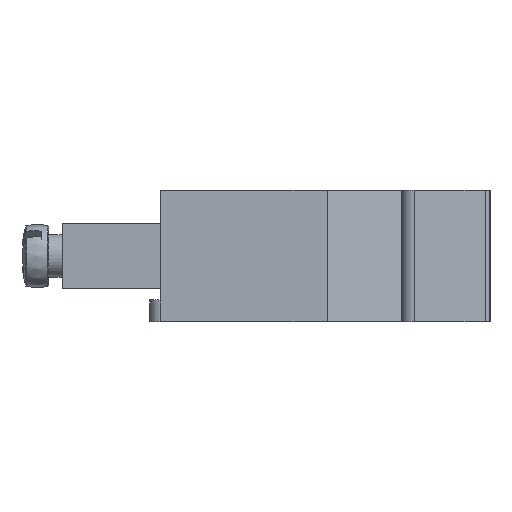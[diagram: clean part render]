
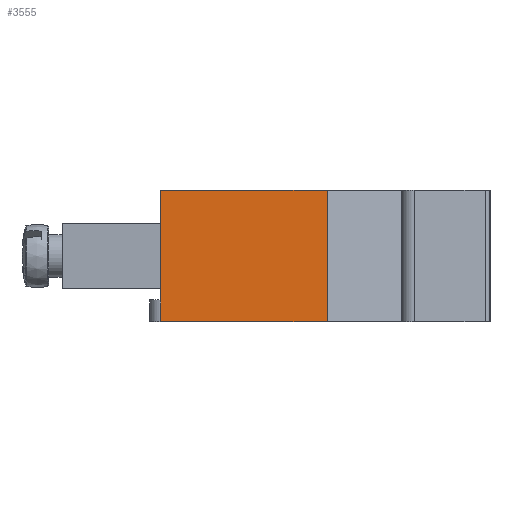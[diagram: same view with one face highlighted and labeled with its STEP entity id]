
A CAD part, left-side view. The second image highlights one B-rep face of the part: STEP entity #3555.
In plain terms, the highlighted face is planar.
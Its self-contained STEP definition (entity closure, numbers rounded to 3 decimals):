
#187=LINE('',#6292,#379);
#259=LINE('',#6515,#451);
#281=LINE('',#6565,#473);
#282=LINE('',#6567,#474);
#283=LINE('',#6568,#475);
#379=VECTOR('',#4600,15.149);
#451=VECTOR('',#4802,15.149);
#473=VECTOR('',#4852,12.);
#474=VECTOR('',#4853,10.);
#475=VECTOR('',#4854,2.);
#552=PLANE('',#3939);
#1135=FACE_OUTER_BOUND('',#1490,.T.);
#1490=EDGE_LOOP('',(#2986,#2987,#2988,#2989,#2990));
#1778=VERTEX_POINT('',#6289);
#1779=VERTEX_POINT('',#6291);
#1841=VERTEX_POINT('',#6465);
#1865=VERTEX_POINT('',#6513);
#1880=VERTEX_POINT('',#6566);
#2133=EDGE_CURVE('',#1779,#1778,#187,.T.);
#2243=EDGE_CURVE('',#1865,#1841,#259,.T.);
#2271=EDGE_CURVE('',#1865,#1779,#281,.T.);
#2272=EDGE_CURVE('',#1778,#1880,#282,.T.);
#2273=EDGE_CURVE('',#1880,#1841,#283,.T.);
#2986=ORIENTED_EDGE('',*,*,#2271,.T.);
#2987=ORIENTED_EDGE('',*,*,#2133,.T.);
#2988=ORIENTED_EDGE('',*,*,#2272,.T.);
#2989=ORIENTED_EDGE('',*,*,#2273,.T.);
#2990=ORIENTED_EDGE('',*,*,#2243,.F.);
#3555=ADVANCED_FACE('',(#1135),#552,.T.);
#3939=AXIS2_PLACEMENT_3D('',#6564,#4850,#4851);
#4600=DIRECTION('',(0.,1.,0.));
#4802=DIRECTION('',(0.,1.,0.));
#4850=DIRECTION('center_axis',(1.,0.,0.));
#4851=DIRECTION('ref_axis',(0.,1.,0.));
#4852=DIRECTION('',(0.,0.,-1.));
#4853=DIRECTION('',(0.,0.,1.));
#4854=DIRECTION('',(0.,0.,1.));
#6289=CARTESIAN_POINT('',(44.,0.,-12.));
#6291=CARTESIAN_POINT('',(44.,-15.149,-12.));
#6292=CARTESIAN_POINT('',(44.,0.,-12.));
#6465=CARTESIAN_POINT('',(44.,0.,0.));
#6513=CARTESIAN_POINT('',(44.,-15.149,0.));
#6515=CARTESIAN_POINT('',(44.,-22.964,0.));
#6564=CARTESIAN_POINT('Origin',(44.,0.,-12.));
#6565=CARTESIAN_POINT('',(44.,-15.149,-12.));
#6566=CARTESIAN_POINT('',(44.,0.,-2.));
#6567=CARTESIAN_POINT('',(44.,0.,-12.));
#6568=CARTESIAN_POINT('',(44.,0.,-12.));
